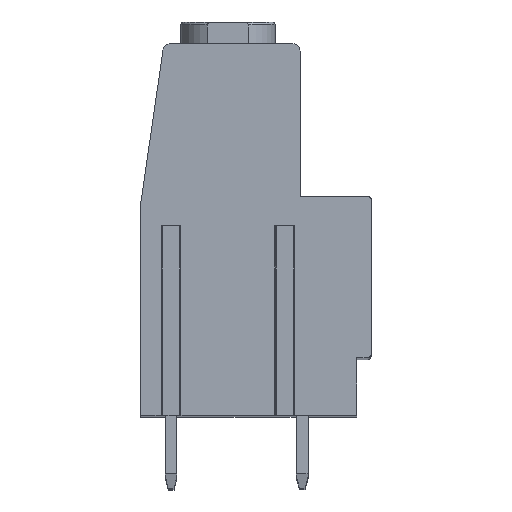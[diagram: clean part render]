
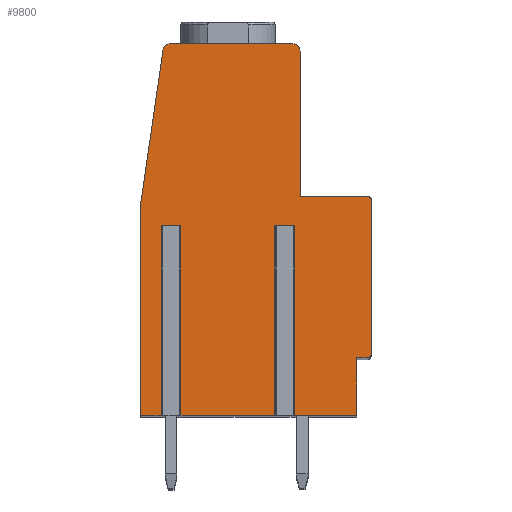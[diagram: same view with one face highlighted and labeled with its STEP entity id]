
A CAD part, top view. The second image highlights one B-rep face of the part: STEP entity #9800.
In plain terms, the highlighted planar face has unit normal (0, 0, 1).
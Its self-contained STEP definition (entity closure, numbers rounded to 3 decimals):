
#15=DIRECTION('',(1.,0.,0.));
#16=VECTOR('',#15,0.8);
#17=CARTESIAN_POINT('',(-6.226,0.25,3.175));
#18=LINE('',#17,#16);
#19=DIRECTION('',(0.,1.,0.));
#20=VECTOR('',#19,13.);
#21=CARTESIAN_POINT('',(-6.226,-12.75,3.175));
#22=LINE('',#21,#20);
#23=DIRECTION('',(-1.,0.,0.));
#24=VECTOR('',#23,1.699);
#25=CARTESIAN_POINT('',(-6.226,-12.75,3.175));
#26=LINE('',#25,#24);
#27=DIRECTION('',(0.,1.,0.));
#28=VECTOR('',#27,14.5);
#29=CARTESIAN_POINT('',(-7.925,-12.75,3.175));
#30=LINE('',#29,#28);
#31=DIRECTION('',(0.144,0.99,0.));
#32=VECTOR('',#31,10.683);
#33=CARTESIAN_POINT('',(-7.925,1.75,3.175));
#34=LINE('',#33,#32);
#35=CARTESIAN_POINT('',(-5.892,12.25,3.175));
#36=DIRECTION('',(0.,0.,-1.));
#37=DIRECTION('',(-0.99,0.144,0.));
#38=AXIS2_PLACEMENT_3D('',#35,#36,#37);
#40=CARTESIAN_POINT('',(2.525,12.25,3.175));
#41=DIRECTION('',(0.,0.,-1.));
#42=DIRECTION('',(0.,1.,0.));
#43=AXIS2_PLACEMENT_3D('',#40,#41,#42);
#45=DIRECTION('',(0.,-1.,0.));
#46=VECTOR('',#45,9.95);
#47=CARTESIAN_POINT('',(3.025,12.25,3.175));
#48=LINE('',#47,#46);
#49=DIRECTION('',(1.,0.,0.));
#50=VECTOR('',#49,4.6);
#51=CARTESIAN_POINT('',(3.025,2.3,3.175));
#52=LINE('',#51,#50);
#53=CARTESIAN_POINT('',(7.625,2.,3.175));
#54=DIRECTION('',(0.,0.,-1.));
#55=DIRECTION('',(0.,1.,0.));
#56=AXIS2_PLACEMENT_3D('',#53,#54,#55);
#58=DIRECTION('',(0.,-1.,0.));
#59=VECTOR('',#58,10.5);
#60=CARTESIAN_POINT('',(7.925,2.,3.175));
#61=LINE('',#60,#59);
#62=CARTESIAN_POINT('',(7.625,-8.5,3.175));
#63=DIRECTION('',(0.,0.,-1.));
#64=DIRECTION('',(1.,0.,0.));
#65=AXIS2_PLACEMENT_3D('',#62,#63,#64);
#67=DIRECTION('',(-1.,0.,0.));
#68=VECTOR('',#67,0.7);
#69=CARTESIAN_POINT('',(7.625,-8.8,3.175));
#70=LINE('',#69,#68);
#71=DIRECTION('',(0.,-1.,0.));
#72=VECTOR('',#71,3.95);
#73=CARTESIAN_POINT('',(6.925,-8.8,3.175));
#74=LINE('',#73,#72);
#75=DIRECTION('',(-1.,0.,0.));
#76=VECTOR('',#75,4.551);
#77=CARTESIAN_POINT('',(6.925,-12.75,3.175));
#78=LINE('',#77,#76);
#79=DIRECTION('',(0.,1.,0.));
#80=VECTOR('',#79,13.);
#81=CARTESIAN_POINT('',(2.374,-12.75,3.175));
#82=LINE('',#81,#80);
#83=DIRECTION('',(1.,0.,0.));
#84=VECTOR('',#83,0.8);
#85=CARTESIAN_POINT('',(1.574,0.25,3.175));
#86=LINE('',#85,#84);
#87=DIRECTION('',(0.,1.,0.));
#88=VECTOR('',#87,13.);
#89=CARTESIAN_POINT('',(1.574,-12.75,3.175));
#90=LINE('',#89,#88);
#91=DIRECTION('',(-1.,0.,0.));
#92=VECTOR('',#91,7.);
#93=CARTESIAN_POINT('',(1.574,-12.75,3.175));
#94=LINE('',#93,#92);
#95=DIRECTION('',(0.,1.,0.));
#96=VECTOR('',#95,13.);
#97=CARTESIAN_POINT('',(-5.426,-12.75,3.175));
#98=LINE('',#97,#96);
#791=DIRECTION('',(-1.,0.,0.));
#792=VECTOR('',#791,8.417);
#793=CARTESIAN_POINT('',(2.525,12.75,3.175));
#794=LINE('',#793,#792);
#7667=CARTESIAN_POINT('',(6.925,-8.8,3.175));
#7668=CARTESIAN_POINT('',(6.925,-12.75,3.175));
#7669=VERTEX_POINT('',#7667);
#7670=VERTEX_POINT('',#7668);
#7671=CARTESIAN_POINT('',(7.625,-8.8,3.175));
#7672=VERTEX_POINT('',#7671);
#7673=CARTESIAN_POINT('',(7.925,-8.5,3.175));
#7674=VERTEX_POINT('',#7673);
#7675=CARTESIAN_POINT('',(7.925,2.,3.175));
#7676=VERTEX_POINT('',#7675);
#7677=CARTESIAN_POINT('',(7.625,2.3,3.175));
#7678=VERTEX_POINT('',#7677);
#7679=CARTESIAN_POINT('',(3.025,2.3,3.175));
#7680=VERTEX_POINT('',#7679);
#7681=CARTESIAN_POINT('',(3.025,12.25,3.175));
#7682=VERTEX_POINT('',#7681);
#7683=CARTESIAN_POINT('',(2.525,12.75,3.175));
#7684=VERTEX_POINT('',#7683);
#7685=CARTESIAN_POINT('',(-6.387,12.322,3.175));
#7686=CARTESIAN_POINT('',(-5.892,12.75,3.175));
#7687=VERTEX_POINT('',#7685);
#7688=VERTEX_POINT('',#7686);
#7689=CARTESIAN_POINT('',(-7.925,1.75,3.175));
#7690=VERTEX_POINT('',#7689);
#7691=CARTESIAN_POINT('',(-7.925,-12.75,3.175));
#7692=VERTEX_POINT('',#7691);
#7751=CARTESIAN_POINT('',(-6.226,0.25,3.175));
#7752=CARTESIAN_POINT('',(-5.426,0.25,3.175));
#7753=VERTEX_POINT('',#7751);
#7754=VERTEX_POINT('',#7752);
#7755=CARTESIAN_POINT('',(1.574,0.25,3.175));
#7756=CARTESIAN_POINT('',(2.374,0.25,3.175));
#7757=VERTEX_POINT('',#7755);
#7758=VERTEX_POINT('',#7756);
#7759=CARTESIAN_POINT('',(-5.426,-12.75,3.175));
#7760=VERTEX_POINT('',#7759);
#7761=CARTESIAN_POINT('',(-6.226,-12.75,3.175));
#7762=VERTEX_POINT('',#7761);
#7763=CARTESIAN_POINT('',(1.574,-12.75,3.175));
#7764=VERTEX_POINT('',#7763);
#7765=CARTESIAN_POINT('',(2.374,-12.75,3.175));
#7766=VERTEX_POINT('',#7765);
#9751=CARTESIAN_POINT('',(0.,0.,3.175));
#9752=DIRECTION('',(0.,0.,1.));
#9753=DIRECTION('',(1.,0.,0.));
#9754=AXIS2_PLACEMENT_3D('',#9751,#9752,#9753);
#9755=PLANE('',#9754);
#9757=ORIENTED_EDGE('',*,*,#9756,.F.);
#9759=ORIENTED_EDGE('',*,*,#9758,.F.);
#9761=ORIENTED_EDGE('',*,*,#9760,.T.);
#9763=ORIENTED_EDGE('',*,*,#9762,.T.);
#9765=ORIENTED_EDGE('',*,*,#9764,.T.);
#9767=ORIENTED_EDGE('',*,*,#9766,.T.);
#9769=ORIENTED_EDGE('',*,*,#9768,.F.);
#9771=ORIENTED_EDGE('',*,*,#9770,.T.);
#9773=ORIENTED_EDGE('',*,*,#9772,.T.);
#9775=ORIENTED_EDGE('',*,*,#9774,.T.);
#9777=ORIENTED_EDGE('',*,*,#9776,.T.);
#9779=ORIENTED_EDGE('',*,*,#9778,.T.);
#9781=ORIENTED_EDGE('',*,*,#9780,.T.);
#9783=ORIENTED_EDGE('',*,*,#9782,.T.);
#9785=ORIENTED_EDGE('',*,*,#9784,.T.);
#9787=ORIENTED_EDGE('',*,*,#9786,.T.);
#9789=ORIENTED_EDGE('',*,*,#9788,.T.);
#9791=ORIENTED_EDGE('',*,*,#9790,.F.);
#9793=ORIENTED_EDGE('',*,*,#9792,.F.);
#9795=ORIENTED_EDGE('',*,*,#9794,.T.);
#9797=ORIENTED_EDGE('',*,*,#9796,.T.);
#9798=EDGE_LOOP('',(#9757,#9759,#9761,#9763,#9765,#9767,#9769,#9771,#9773,#9775,
#9777,#9779,#9781,#9783,#9785,#9787,#9789,#9791,#9793,#9795,#9797));
#9799=FACE_OUTER_BOUND('',#9798,.F.);
#39=CIRCLE('',#38,0.5);
#44=CIRCLE('',#43,0.5);
#57=CIRCLE('',#56,0.3);
#66=CIRCLE('',#65,0.3);
#9756=EDGE_CURVE('',#7753,#7754,#18,.T.);
#9758=EDGE_CURVE('',#7762,#7753,#22,.T.);
#9760=EDGE_CURVE('',#7762,#7692,#26,.T.);
#9762=EDGE_CURVE('',#7692,#7690,#30,.T.);
#9764=EDGE_CURVE('',#7690,#7687,#34,.T.);
#9766=EDGE_CURVE('',#7687,#7688,#39,.T.);
#9768=EDGE_CURVE('',#7684,#7688,#794,.T.);
#9770=EDGE_CURVE('',#7684,#7682,#44,.T.);
#9772=EDGE_CURVE('',#7682,#7680,#48,.T.);
#9774=EDGE_CURVE('',#7680,#7678,#52,.T.);
#9776=EDGE_CURVE('',#7678,#7676,#57,.T.);
#9778=EDGE_CURVE('',#7676,#7674,#61,.T.);
#9780=EDGE_CURVE('',#7674,#7672,#66,.T.);
#9782=EDGE_CURVE('',#7672,#7669,#70,.T.);
#9784=EDGE_CURVE('',#7669,#7670,#74,.T.);
#9786=EDGE_CURVE('',#7670,#7766,#78,.T.);
#9788=EDGE_CURVE('',#7766,#7758,#82,.T.);
#9790=EDGE_CURVE('',#7757,#7758,#86,.T.);
#9792=EDGE_CURVE('',#7764,#7757,#90,.T.);
#9794=EDGE_CURVE('',#7764,#7760,#94,.T.);
#9796=EDGE_CURVE('',#7760,#7754,#98,.T.);
#9800=ADVANCED_FACE('',(#9799),#9755,.T.);
